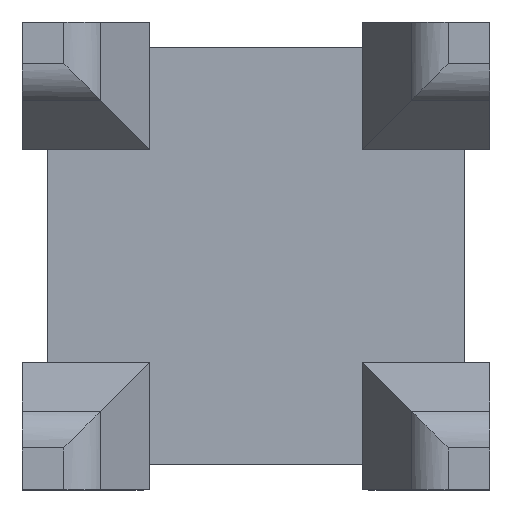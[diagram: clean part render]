
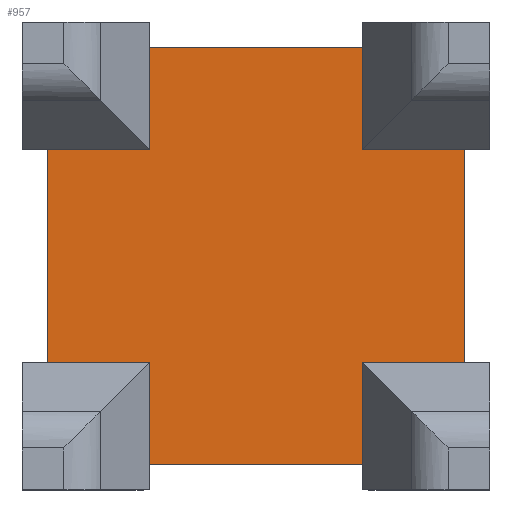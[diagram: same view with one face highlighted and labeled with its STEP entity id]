
A CAD part, top view. The second image highlights one B-rep face of the part: STEP entity #957.
In plain terms, the highlighted planar face has unit normal (0, 0, 1).
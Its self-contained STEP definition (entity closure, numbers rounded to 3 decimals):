
#17 = DIRECTION ( 'NONE',  ( 0., 0., -1. ) ) ;
#43 = ORIENTED_EDGE ( 'NONE', *, *, #741, .F. ) ;
#45 = VERTEX_POINT ( 'NONE', #1282 ) ;
#60 = VECTOR ( 'NONE', #447, 1000. ) ;
#64 = VERTEX_POINT ( 'NONE', #1836 ) ;
#67 = AXIS2_PLACEMENT_3D ( 'NONE', #505, #17, #665 ) ;
#72 = EDGE_CURVE ( 'NONE', #500, #1078, #1348, .T. ) ;
#93 = EDGE_CURVE ( 'NONE', #2065, #1242, #1190, .T. ) ;
#99 = VECTOR ( 'NONE', #495, 1000. ) ;
#170 = CARTESIAN_POINT ( 'NONE',  ( -5., 5., 6. ) ) ;
#203 = DIRECTION ( 'NONE',  ( 1., 0., 0. ) ) ;
#212 = DIRECTION ( 'NONE',  ( 0., 1., 0. ) ) ;
#232 = VECTOR ( 'NONE', #1461, 1000. ) ;
#294 = VERTEX_POINT ( 'NONE', #2030 ) ;
#379 = EDGE_CURVE ( 'NONE', #500, #45, #1142, .T. ) ;
#430 = DIRECTION ( 'NONE',  ( 0., 1., 0. ) ) ;
#440 = LINE ( 'NONE', #1400, #722 ) ;
#447 = DIRECTION ( 'NONE',  ( 0., 1., 0. ) ) ;
#461 = LINE ( 'NONE', #654, #1147 ) ;
#495 = DIRECTION ( 'NONE',  ( -1., 0., 0. ) ) ;
#500 = VERTEX_POINT ( 'NONE', #1657 ) ;
#505 = CARTESIAN_POINT ( 'NONE',  ( -11., 11., 6. ) ) ;
#541 = VECTOR ( 'NONE', #203, 1000. ) ;
#619 = DIRECTION ( 'NONE',  ( 1., 0., 0. ) ) ;
#630 = CARTESIAN_POINT ( 'NONE',  ( -11., -5., 6. ) ) ;
#641 = ORIENTED_EDGE ( 'NONE', *, *, #933, .F. ) ;
#654 = CARTESIAN_POINT ( 'NONE',  ( -5., 9.8, 6. ) ) ;
#658 = CARTESIAN_POINT ( 'NONE',  ( 11., -5., 6. ) ) ;
#665 = DIRECTION ( 'NONE',  ( 0., -1., 0. ) ) ;
#670 = LINE ( 'NONE', #1470, #839 ) ;
#681 = DIRECTION ( 'NONE',  ( 1., 0., 0. ) ) ;
#690 = CARTESIAN_POINT ( 'NONE',  ( -11., 5., 6. ) ) ;
#696 = PLANE ( 'NONE',  #67 ) ;
#715 = DIRECTION ( 'NONE',  ( -1., 0., 0. ) ) ;
#722 = VECTOR ( 'NONE', #2026, 1000. ) ;
#741 = EDGE_CURVE ( 'NONE', #1242, #294, #1393, .T. ) ;
#748 = CARTESIAN_POINT ( 'NONE',  ( -5., 11., 6. ) ) ;
#827 = CARTESIAN_POINT ( 'NONE',  ( -5., -11., 6. ) ) ;
#837 = VERTEX_POINT ( 'NONE', #1245 ) ;
#839 = VECTOR ( 'NONE', #681, 1000. ) ;
#858 = VERTEX_POINT ( 'NONE', #1119 ) ;
#872 = FACE_OUTER_BOUND ( 'NONE', #911, .T. ) ;
#882 = ORIENTED_EDGE ( 'NONE', *, *, #1864, .F. ) ;
#911 = EDGE_LOOP ( 'NONE', ( #1839, #1639, #1685, #641, #962, #1575, #1128, #2051, #882, #43, #1669, #1578 ) ) ;
#913 = CARTESIAN_POINT ( 'NONE',  ( 9.8, 5., 6. ) ) ;
#933 = EDGE_CURVE ( 'NONE', #45, #64, #1486, .T. ) ;
#939 = LINE ( 'NONE', #1421, #60 ) ;
#957 = ADVANCED_FACE ( 'NONE', ( #872 ), #696, .F. ) ;
#962 = ORIENTED_EDGE ( 'NONE', *, *, #379, .F. ) ;
#980 = VECTOR ( 'NONE', #1943, 1000. ) ;
#995 = LINE ( 'NONE', #827, #232 ) ;
#998 = EDGE_CURVE ( 'NONE', #1734, #2065, #939, .T. ) ;
#1009 = LINE ( 'NONE', #1631, #2060 ) ;
#1017 = CARTESIAN_POINT ( 'NONE',  ( 9.8, 5., 6. ) ) ;
#1078 = VERTEX_POINT ( 'NONE', #913 ) ;
#1094 = LINE ( 'NONE', #630, #1234 ) ;
#1098 = EDGE_CURVE ( 'NONE', #1734, #837, #1094, .T. ) ;
#1106 = VECTOR ( 'NONE', #430, 1000. ) ;
#1119 = CARTESIAN_POINT ( 'NONE',  ( 5., 5., 6. ) ) ;
#1128 = ORIENTED_EDGE ( 'NONE', *, *, #1581, .T. ) ;
#1142 = LINE ( 'NONE', #658, #99 ) ;
#1147 = VECTOR ( 'NONE', #1940, 1000. ) ;
#1151 = CARTESIAN_POINT ( 'NONE',  ( 5., 9.8, 6. ) ) ;
#1190 = LINE ( 'NONE', #690, #541 ) ;
#1207 = VECTOR ( 'NONE', #212, 1000. ) ;
#1212 = EDGE_CURVE ( 'NONE', #837, #1346, #995, .T. ) ;
#1224 = EDGE_CURVE ( 'NONE', #1346, #64, #670, .T. ) ;
#1234 = VECTOR ( 'NONE', #619, 1000. ) ;
#1242 = VERTEX_POINT ( 'NONE', #170 ) ;
#1245 = CARTESIAN_POINT ( 'NONE',  ( -5., -5., 6. ) ) ;
#1282 = CARTESIAN_POINT ( 'NONE',  ( 5., -5., 6. ) ) ;
#1346 = VERTEX_POINT ( 'NONE', #1695 ) ;
#1348 = LINE ( 'NONE', #1017, #1207 ) ;
#1362 = CARTESIAN_POINT ( 'NONE',  ( -9.8, -5., 6. ) ) ;
#1393 = LINE ( 'NONE', #748, #1106 ) ;
#1400 = CARTESIAN_POINT ( 'NONE',  ( 5., 11., 6. ) ) ;
#1421 = CARTESIAN_POINT ( 'NONE',  ( -9.8, 5., 6. ) ) ;
#1461 = DIRECTION ( 'NONE',  ( 0., -1., 0. ) ) ;
#1470 = CARTESIAN_POINT ( 'NONE',  ( -5., -9.8, 6. ) ) ;
#1486 = LINE ( 'NONE', #1667, #980 ) ;
#1575 = ORIENTED_EDGE ( 'NONE', *, *, #72, .T. ) ;
#1578 = ORIENTED_EDGE ( 'NONE', *, *, #998, .F. ) ;
#1581 = EDGE_CURVE ( 'NONE', #1078, #858, #1009, .T. ) ;
#1585 = VERTEX_POINT ( 'NONE', #1151 ) ;
#1631 = CARTESIAN_POINT ( 'NONE',  ( 11., 5., 6. ) ) ;
#1639 = ORIENTED_EDGE ( 'NONE', *, *, #1212, .T. ) ;
#1657 = CARTESIAN_POINT ( 'NONE',  ( 9.8, -5., 6. ) ) ;
#1667 = CARTESIAN_POINT ( 'NONE',  ( 5., -11., 6. ) ) ;
#1669 = ORIENTED_EDGE ( 'NONE', *, *, #93, .F. ) ;
#1685 = ORIENTED_EDGE ( 'NONE', *, *, #1224, .T. ) ;
#1695 = CARTESIAN_POINT ( 'NONE',  ( -5., -9.8, 6. ) ) ;
#1734 = VERTEX_POINT ( 'NONE', #1362 ) ;
#1779 = EDGE_CURVE ( 'NONE', #858, #1585, #440, .T. ) ;
#1836 = CARTESIAN_POINT ( 'NONE',  ( 5., -9.8, 6. ) ) ;
#1839 = ORIENTED_EDGE ( 'NONE', *, *, #1098, .T. ) ;
#1864 = EDGE_CURVE ( 'NONE', #294, #1585, #461, .T. ) ;
#1940 = DIRECTION ( 'NONE',  ( 1., 0., 0. ) ) ;
#1943 = DIRECTION ( 'NONE',  ( 0., -1., 0. ) ) ;
#1995 = CARTESIAN_POINT ( 'NONE',  ( -9.8, 5., 6. ) ) ;
#2026 = DIRECTION ( 'NONE',  ( 0., 1., 0. ) ) ;
#2030 = CARTESIAN_POINT ( 'NONE',  ( -5., 9.8, 6. ) ) ;
#2051 = ORIENTED_EDGE ( 'NONE', *, *, #1779, .T. ) ;
#2060 = VECTOR ( 'NONE', #715, 1000. ) ;
#2065 = VERTEX_POINT ( 'NONE', #1995 ) ;
